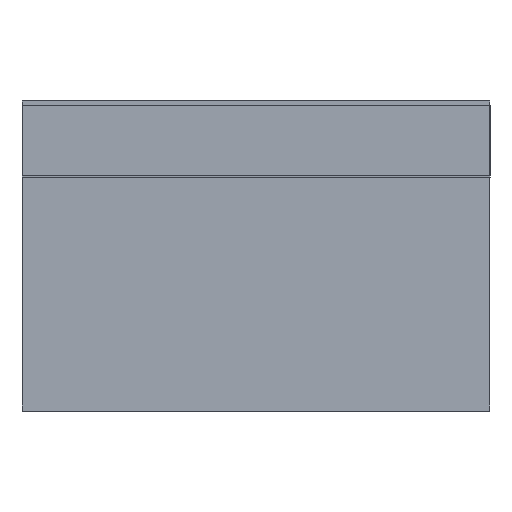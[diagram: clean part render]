
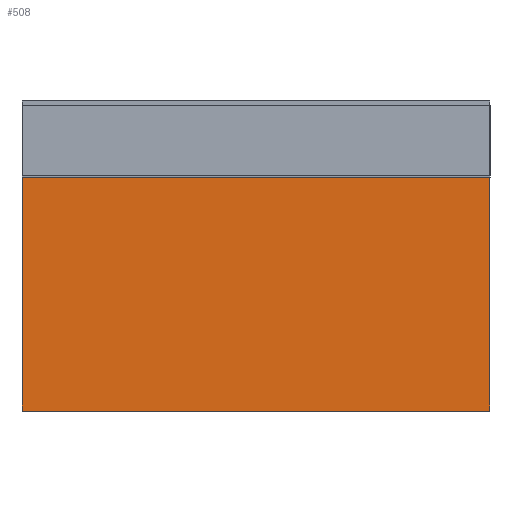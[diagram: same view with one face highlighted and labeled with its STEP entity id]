
A CAD part, left-side view. The second image highlights one B-rep face of the part: STEP entity #508.
In plain terms, the highlighted planar face has unit normal (-1, 0, 0).
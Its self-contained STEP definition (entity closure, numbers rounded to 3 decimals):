
#56=FACE_OUTER_BOUND('',#82,.T.);
#82=EDGE_LOOP('',(#441,#442,#443,#444));
#144=LINE('',#818,#210);
#145=LINE('',#821,#211);
#146=LINE('',#823,#212);
#147=LINE('',#824,#213);
#210=VECTOR('',#674,10.);
#211=VECTOR('',#677,10.);
#212=VECTOR('',#678,10.);
#213=VECTOR('',#679,10.);
#256=VERTEX_POINT('',#812);
#258=VERTEX_POINT('',#816);
#259=VERTEX_POINT('',#820);
#260=VERTEX_POINT('',#822);
#320=EDGE_CURVE('',#256,#258,#144,.T.);
#321=EDGE_CURVE('',#256,#259,#145,.T.);
#322=EDGE_CURVE('',#260,#258,#146,.T.);
#323=EDGE_CURVE('',#259,#260,#147,.T.);
#441=ORIENTED_EDGE('',*,*,#321,.F.);
#442=ORIENTED_EDGE('',*,*,#320,.T.);
#443=ORIENTED_EDGE('',*,*,#322,.F.);
#444=ORIENTED_EDGE('',*,*,#323,.F.);
#482=PLANE('',#562);
#508=ADVANCED_FACE('',(#56),#482,.T.);
#562=AXIS2_PLACEMENT_3D('',#819,#675,#676);
#674=DIRECTION('',(0.,0.,-1.));
#675=DIRECTION('center_axis',(-1.,0.,0.));
#676=DIRECTION('ref_axis',(0.,1.,0.));
#677=DIRECTION('',(0.,-1.,0.));
#678=DIRECTION('',(0.,1.,0.));
#679=DIRECTION('',(0.,0.,-1.));
#812=CARTESIAN_POINT('',(-0.7,0.8,0.));
#816=CARTESIAN_POINT('',(-0.7,0.8,-0.8));
#818=CARTESIAN_POINT('',(-0.7,0.8,0.));
#819=CARTESIAN_POINT('Origin',(-0.7,-0.8,0.));
#820=CARTESIAN_POINT('',(-0.7,-0.8,0.));
#821=CARTESIAN_POINT('',(-0.7,0.8,0.));
#822=CARTESIAN_POINT('',(-0.7,-0.8,-0.8));
#823=CARTESIAN_POINT('',(-0.7,0.8,-0.8));
#824=CARTESIAN_POINT('',(-0.7,-0.8,0.));
